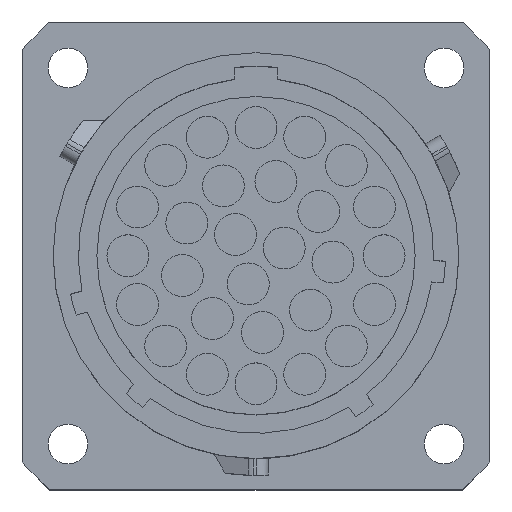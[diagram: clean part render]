
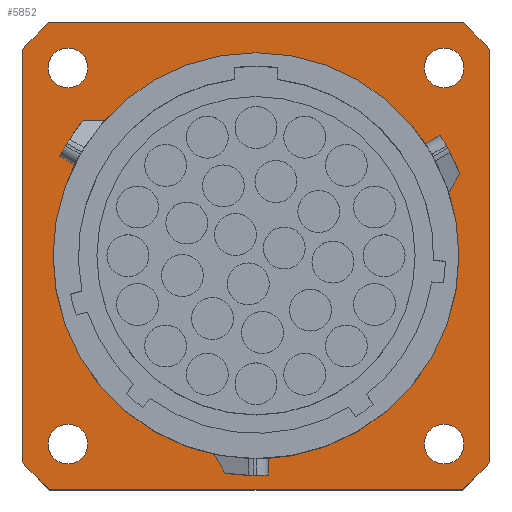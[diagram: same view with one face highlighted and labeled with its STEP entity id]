
A CAD part, top view. The second image highlights one B-rep face of the part: STEP entity #5852.
In plain terms, the highlighted planar face has unit normal (0, 0, 1).
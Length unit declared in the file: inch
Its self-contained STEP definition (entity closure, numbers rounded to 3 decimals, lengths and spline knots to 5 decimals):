
#186=CARTESIAN_POINT('',(0.,0.,0.));
#187=DIRECTION('',(0.,0.,-1.));
#188=DIRECTION('',(1.,0.,0.));
#189=AXIS2_PLACEMENT_3D('',#186,#187,#188);
#236=CARTESIAN_POINT('',(0.,0.,0.));
#237=DIRECTION('',(0.,0.,1.));
#238=DIRECTION('',(1.,0.,0.));
#239=AXIS2_PLACEMENT_3D('',#236,#237,#238);
#315=DIRECTION('',(1.,0.,0.));
#316=VECTOR('',#315,1.26603);
#317=CARTESIAN_POINT('',(-0.63302,0.7189,0.));
#318=LINE('',#317,#316);
#319=CARTESIAN_POINT('',(0.,0.,0.));
#320=DIRECTION('',(0.,0.,-1.));
#321=DIRECTION('',(0.661,0.751,0.));
#322=AXIS2_PLACEMENT_3D('',#319,#320,#321);
#324=DIRECTION('',(0.,-1.,0.));
#325=VECTOR('',#324,1.26603);
#326=CARTESIAN_POINT('',(0.7189,0.63302,0.));
#327=LINE('',#326,#325);
#328=CARTESIAN_POINT('',(0.,0.,0.));
#329=DIRECTION('',(0.,0.,-1.));
#330=DIRECTION('',(0.751,-0.661,0.));
#331=AXIS2_PLACEMENT_3D('',#328,#329,#330);
#333=DIRECTION('',(-1.,0.,0.));
#334=VECTOR('',#333,1.26603);
#335=CARTESIAN_POINT('',(0.63302,-0.7189,0.));
#336=LINE('',#335,#334);
#337=CARTESIAN_POINT('',(0.,0.,0.));
#338=DIRECTION('',(0.,0.,-1.));
#339=DIRECTION('',(-0.661,-0.751,0.));
#340=AXIS2_PLACEMENT_3D('',#337,#338,#339);
#342=DIRECTION('',(0.,1.,0.));
#343=VECTOR('',#342,1.26603);
#344=CARTESIAN_POINT('',(-0.7189,-0.63302,0.));
#345=LINE('',#344,#343);
#346=CARTESIAN_POINT('',(0.,0.,0.));
#347=DIRECTION('',(0.,0.,-1.));
#348=DIRECTION('',(-0.751,0.661,0.));
#349=AXIS2_PLACEMENT_3D('',#346,#347,#348);
#351=CARTESIAN_POINT('',(0.57795,0.57795,0.));
#352=DIRECTION('',(0.,0.,1.));
#353=DIRECTION('',(1.,0.,0.));
#354=AXIS2_PLACEMENT_3D('',#351,#352,#353);
#356=CARTESIAN_POINT('',(0.57795,0.57795,0.));
#357=DIRECTION('',(0.,0.,1.));
#358=DIRECTION('',(-1.,0.,0.));
#359=AXIS2_PLACEMENT_3D('',#356,#357,#358);
#361=CARTESIAN_POINT('',(0.57795,-0.57795,0.));
#362=DIRECTION('',(0.,0.,1.));
#363=DIRECTION('',(1.,0.,0.));
#364=AXIS2_PLACEMENT_3D('',#361,#362,#363);
#366=CARTESIAN_POINT('',(0.57795,-0.57795,0.));
#367=DIRECTION('',(0.,0.,1.));
#368=DIRECTION('',(-1.,0.,0.));
#369=AXIS2_PLACEMENT_3D('',#366,#367,#368);
#371=CARTESIAN_POINT('',(-0.57795,-0.57795,0.));
#372=DIRECTION('',(0.,0.,1.));
#373=DIRECTION('',(1.,0.,0.));
#374=AXIS2_PLACEMENT_3D('',#371,#372,#373);
#376=CARTESIAN_POINT('',(-0.57795,-0.57795,0.));
#377=DIRECTION('',(0.,0.,1.));
#378=DIRECTION('',(-1.,0.,0.));
#379=AXIS2_PLACEMENT_3D('',#376,#377,#378);
#381=CARTESIAN_POINT('',(-0.57795,0.57795,0.));
#382=DIRECTION('',(0.,0.,1.));
#383=DIRECTION('',(1.,0.,0.));
#384=AXIS2_PLACEMENT_3D('',#381,#382,#383);
#386=CARTESIAN_POINT('',(-0.57795,0.57795,0.));
#387=DIRECTION('',(0.,0.,1.));
#388=DIRECTION('',(-1.,0.,0.));
#389=AXIS2_PLACEMENT_3D('',#386,#387,#388);
#4723=CARTESIAN_POINT('',(0.62362,0.,0.));
#4725=VERTEX_POINT('',#4723);
#4735=CARTESIAN_POINT('',(-0.62362,0.,0.));
#4737=VERTEX_POINT('',#4735);
#4983=CARTESIAN_POINT('',(-0.63302,0.7189,0.));
#4984=CARTESIAN_POINT('',(0.63302,0.7189,0.));
#4985=VERTEX_POINT('',#4983);
#4986=VERTEX_POINT('',#4984);
#4987=CARTESIAN_POINT('',(0.7189,0.63302,0.));
#4988=CARTESIAN_POINT('',(0.7189,-0.63302,0.));
#4989=VERTEX_POINT('',#4987);
#4990=VERTEX_POINT('',#4988);
#4991=CARTESIAN_POINT('',(0.63302,-0.7189,0.));
#4992=CARTESIAN_POINT('',(-0.63302,-0.7189,0.));
#4993=VERTEX_POINT('',#4991);
#4994=VERTEX_POINT('',#4992);
#4995=CARTESIAN_POINT('',(-0.7189,-0.63302,0.));
#4996=CARTESIAN_POINT('',(-0.7189,0.63302,0.));
#4997=VERTEX_POINT('',#4995);
#4998=VERTEX_POINT('',#4996);
#5015=CARTESIAN_POINT('',(0.63898,0.57795,0.));
#5016=CARTESIAN_POINT('',(0.51693,0.57795,0.));
#5017=VERTEX_POINT('',#5015);
#5018=VERTEX_POINT('',#5016);
#5019=CARTESIAN_POINT('',(0.63898,-0.57795,0.));
#5020=CARTESIAN_POINT('',(0.51693,-0.57795,0.));
#5021=VERTEX_POINT('',#5019);
#5022=VERTEX_POINT('',#5020);
#5023=CARTESIAN_POINT('',(-0.51693,-0.57795,0.));
#5024=CARTESIAN_POINT('',(-0.63898,-0.57795,0.));
#5025=VERTEX_POINT('',#5023);
#5026=VERTEX_POINT('',#5024);
#5027=CARTESIAN_POINT('',(-0.51693,0.57795,0.));
#5028=CARTESIAN_POINT('',(-0.63898,0.57795,0.));
#5029=VERTEX_POINT('',#5027);
#5030=VERTEX_POINT('',#5028);
#5801=CARTESIAN_POINT('',(0.,0.,0.));
#5802=DIRECTION('',(0.,0.,-1.));
#5803=DIRECTION('',(-1.,0.,0.));
#5804=AXIS2_PLACEMENT_3D('',#5801,#5802,#5803);
#5805=PLANE('',#5804);
#5807=ORIENTED_EDGE('',*,*,#5806,.T.);
#5809=ORIENTED_EDGE('',*,*,#5808,.T.);
#5811=ORIENTED_EDGE('',*,*,#5810,.T.);
#5813=ORIENTED_EDGE('',*,*,#5812,.T.);
#5815=ORIENTED_EDGE('',*,*,#5814,.T.);
#5817=ORIENTED_EDGE('',*,*,#5816,.T.);
#5819=ORIENTED_EDGE('',*,*,#5818,.T.);
#5821=ORIENTED_EDGE('',*,*,#5820,.T.);
#5822=EDGE_LOOP('',(#5807,#5809,#5811,#5813,#5815,#5817,#5819,#5821));
#5823=FACE_OUTER_BOUND('',#5822,.F.);
#5824=ORIENTED_EDGE('',*,*,#5752,.T.);
#5825=ORIENTED_EDGE('',*,*,#5714,.F.);
#5826=EDGE_LOOP('',(#5824,#5825));
#5827=FACE_BOUND('',#5826,.F.);
#5829=ORIENTED_EDGE('',*,*,#5828,.T.);
#5831=ORIENTED_EDGE('',*,*,#5830,.T.);
#5832=EDGE_LOOP('',(#5829,#5831));
#5833=FACE_BOUND('',#5832,.F.);
#5835=ORIENTED_EDGE('',*,*,#5834,.T.);
#5837=ORIENTED_EDGE('',*,*,#5836,.T.);
#5838=EDGE_LOOP('',(#5835,#5837));
#5839=FACE_BOUND('',#5838,.F.);
#5841=ORIENTED_EDGE('',*,*,#5840,.T.);
#5843=ORIENTED_EDGE('',*,*,#5842,.T.);
#5844=EDGE_LOOP('',(#5841,#5843));
#5845=FACE_BOUND('',#5844,.F.);
#5847=ORIENTED_EDGE('',*,*,#5846,.T.);
#5849=ORIENTED_EDGE('',*,*,#5848,.T.);
#5850=EDGE_LOOP('',(#5847,#5849));
#5851=FACE_BOUND('',#5850,.F.);
#5852=ADVANCED_FACE('',(#5823,#5827,#5833,#5839,#5845,#5851),#5805,.F.);
#190=CIRCLE('',#189,0.62362);
#240=CIRCLE('',#239,0.62362);
#323=CIRCLE('',#322,0.95787);
#332=CIRCLE('',#331,0.95787);
#341=CIRCLE('',#340,0.95787);
#350=CIRCLE('',#349,0.95787);
#355=CIRCLE('',#354,0.06102);
#360=CIRCLE('',#359,0.06102);
#365=CIRCLE('',#364,0.06102);
#370=CIRCLE('',#369,0.06102);
#375=CIRCLE('',#374,0.06102);
#380=CIRCLE('',#379,0.06102);
#385=CIRCLE('',#384,0.06102);
#390=CIRCLE('',#389,0.06102);
#5714=EDGE_CURVE('',#4725,#4737,#190,.T.);
#5752=EDGE_CURVE('',#4725,#4737,#240,.T.);
#5806=EDGE_CURVE('',#4985,#4986,#318,.T.);
#5808=EDGE_CURVE('',#4986,#4989,#323,.T.);
#5810=EDGE_CURVE('',#4989,#4990,#327,.T.);
#5812=EDGE_CURVE('',#4990,#4993,#332,.T.);
#5814=EDGE_CURVE('',#4993,#4994,#336,.T.);
#5816=EDGE_CURVE('',#4994,#4997,#341,.T.);
#5818=EDGE_CURVE('',#4997,#4998,#345,.T.);
#5820=EDGE_CURVE('',#4998,#4985,#350,.T.);
#5828=EDGE_CURVE('',#5017,#5018,#355,.T.);
#5830=EDGE_CURVE('',#5018,#5017,#360,.T.);
#5834=EDGE_CURVE('',#5021,#5022,#365,.T.);
#5836=EDGE_CURVE('',#5022,#5021,#370,.T.);
#5840=EDGE_CURVE('',#5025,#5026,#375,.T.);
#5842=EDGE_CURVE('',#5026,#5025,#380,.T.);
#5846=EDGE_CURVE('',#5029,#5030,#385,.T.);
#5848=EDGE_CURVE('',#5030,#5029,#390,.T.);
